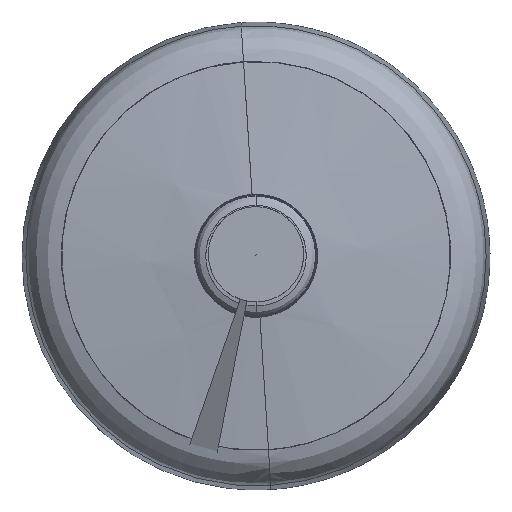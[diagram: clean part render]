
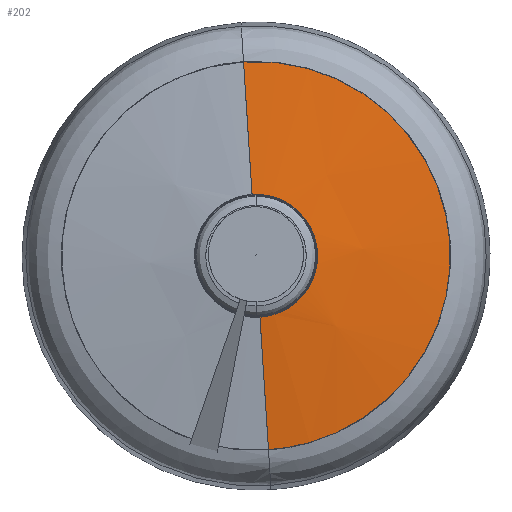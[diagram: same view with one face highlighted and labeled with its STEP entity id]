
A CAD part, top view. The second image highlights one B-rep face of the part: STEP entity #202.
In plain terms, the highlighted free-form (B-spline) face has degree [2, 1] with [9, 2] control points.
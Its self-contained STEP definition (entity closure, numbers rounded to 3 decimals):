
#202=ADVANCED_FACE('',(#393),#2617,.T.);
#393=FACE_OUTER_BOUND('',#587,.T.);
#587=EDGE_LOOP('',(#927,#928,#929,#930));
#927=ORIENTED_EDGE('',*,*,#1629,.T.);
#928=ORIENTED_EDGE('',*,*,#1630,.T.);
#929=ORIENTED_EDGE('',*,*,#1625,.F.);
#930=ORIENTED_EDGE('',*,*,#1631,.T.);
#1625=EDGE_CURVE('',#2375,#2376,#2100,.T.);
#1629=EDGE_CURVE('',#2379,#2380,#2104,.T.);
#1630=EDGE_CURVE('',#2380,#2376,#1943,.T.);
#1631=EDGE_CURVE('',#2375,#2379,#1944,.T.);
#1943=B_SPLINE_CURVE_WITH_KNOTS('',1,(#6154,#6155),.UNSPECIFIED.,.F.,.F.,
(2,2),(0.,168.462),.UNSPECIFIED.);
#1944=B_SPLINE_CURVE_WITH_KNOTS('',1,(#6156,#6157),.UNSPECIFIED.,.F.,.F.,
(2,2),(0.,168.462),.UNSPECIFIED.);
#2100=(
BOUNDED_CURVE()
B_SPLINE_CURVE(2,(#6133,#6134,#6135,#6136,#6137),.UNSPECIFIED.,.F.,.F.)
B_SPLINE_CURVE_WITH_KNOTS((3,2,3),(0.,384.907,769.814),
 .UNSPECIFIED.)
CURVE()
GEOMETRIC_REPRESENTATION_ITEM()
RATIONAL_B_SPLINE_CURVE((1.,0.707,1.,0.707,1.))
REPRESENTATION_ITEM('')
);
#2104=(
BOUNDED_CURVE()
B_SPLINE_CURVE(2,(#6149,#6150,#6151,#6152,#6153),.UNSPECIFIED.,.F.,.F.)
B_SPLINE_CURVE_WITH_KNOTS((3,2,3),(0.,121.737,243.473),
 .UNSPECIFIED.)
CURVE()
GEOMETRIC_REPRESENTATION_ITEM()
RATIONAL_B_SPLINE_CURVE((1.,0.707,1.,0.707,1.))
REPRESENTATION_ITEM('')
);
#2375=VERTEX_POINT('',#6103);
#2376=VERTEX_POINT('',#6104);
#2379=VERTEX_POINT('',#6107);
#2380=VERTEX_POINT('',#6108);
#2617=(
BOUNDED_SURFACE()
B_SPLINE_SURFACE(2,1,((#5638,#5639),(#5640,#5641),(#5642,#5643),(#5644,
#5645),(#5646,#5647),(#5648,#5649),(#5650,#5651),(#5652,#5653),(#5654,#5655)),
 .UNSPECIFIED.,.T.,.F.,.F.)
B_SPLINE_SURFACE_WITH_KNOTS((3,2,2,2,3),(2,2),(0.,423.399,846.799,
1270.198,1693.598),(0.,271.029),.UNSPECIFIED.)
GEOMETRIC_REPRESENTATION_ITEM()
RATIONAL_B_SPLINE_SURFACE(((1.,1.),(0.707,0.707),
(1.,1.),(0.707,0.707),(1.,1.),(0.707,
0.707),(1.,1.),(0.707,0.707),(1.,1.)))
REPRESENTATION_ITEM('')
SURFACE()
);
#5638=CARTESIAN_POINT('',(0.,0.,-1046.532));
#5639=CARTESIAN_POINT('',(-268.988,-17.306,-1074.863));
#5640=CARTESIAN_POINT('',(0.,0.,-1046.532));
#5641=CARTESIAN_POINT('',(-286.294,251.683,-1074.863));
#5642=CARTESIAN_POINT('',(0.,0.,-1046.532));
#5643=CARTESIAN_POINT('',(-17.306,268.988,-1074.863));
#5644=CARTESIAN_POINT('',(0.,0.,-1046.532));
#5645=CARTESIAN_POINT('',(251.683,286.294,-1074.863));
#5646=CARTESIAN_POINT('',(0.,0.,-1046.532));
#5647=CARTESIAN_POINT('',(268.988,17.306,-1074.863));
#5648=CARTESIAN_POINT('',(0.,0.,-1046.532));
#5649=CARTESIAN_POINT('',(286.294,-251.683,-1074.863));
#5650=CARTESIAN_POINT('',(0.,0.,-1046.532));
#5651=CARTESIAN_POINT('',(17.306,-268.988,-1074.863));
#5652=CARTESIAN_POINT('',(0.,0.,-1046.532));
#5653=CARTESIAN_POINT('',(-251.683,-286.294,-1074.863));
#5654=CARTESIAN_POINT('',(0.,0.,-1046.532));
#5655=CARTESIAN_POINT('',(-268.988,-17.306,-1074.863));
#6103=CARTESIAN_POINT('',(-15.732,244.534,-1072.287));
#6104=CARTESIAN_POINT('',(15.732,-244.534,-1072.287));
#6107=CARTESIAN_POINT('',(-4.976,77.34,-1054.678));
#6108=CARTESIAN_POINT('',(4.976,-77.34,-1054.678));
#6133=CARTESIAN_POINT('',(-15.732,244.534,-1072.287));
#6134=CARTESIAN_POINT('',(228.802,260.266,-1072.287));
#6135=CARTESIAN_POINT('',(244.534,15.732,-1072.287));
#6136=CARTESIAN_POINT('',(260.266,-228.802,-1072.287));
#6137=CARTESIAN_POINT('',(15.732,-244.534,-1072.287));
#6149=CARTESIAN_POINT('',(-4.976,77.34,-1054.678));
#6150=CARTESIAN_POINT('',(72.364,82.316,-1054.678));
#6151=CARTESIAN_POINT('',(77.34,4.976,-1054.678));
#6152=CARTESIAN_POINT('',(82.316,-72.364,-1054.678));
#6153=CARTESIAN_POINT('',(4.976,-77.34,-1054.678));
#6154=CARTESIAN_POINT('',(4.976,-77.34,-1054.678));
#6155=CARTESIAN_POINT('',(15.732,-244.534,-1072.287));
#6156=CARTESIAN_POINT('',(-15.732,244.534,-1072.287));
#6157=CARTESIAN_POINT('',(-4.976,77.34,-1054.678));
